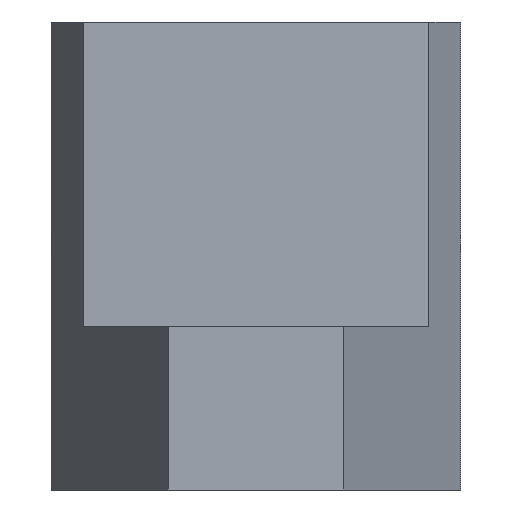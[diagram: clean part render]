
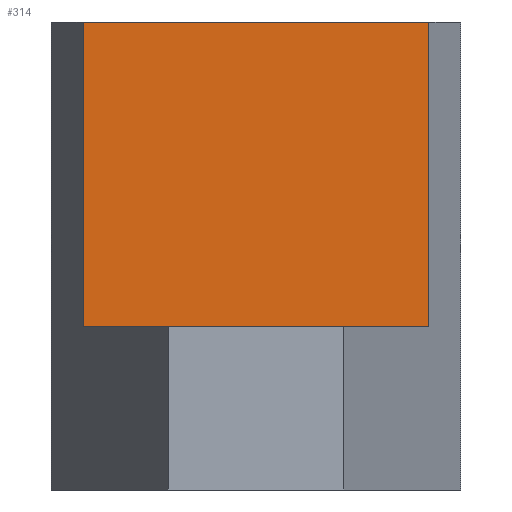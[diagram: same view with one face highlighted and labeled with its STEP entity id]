
A CAD part, left-side view. The second image highlights one B-rep face of the part: STEP entity #314.
In plain terms, the highlighted planar face has unit normal (-1, 0, 0).
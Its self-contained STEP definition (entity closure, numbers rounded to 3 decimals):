
#1 = AXIS2_PLACEMENT_3D ( 'NONE', #1022, #622, #61 ) ;
#29 = CARTESIAN_POINT ( 'NONE',  ( 10., -14.77, 40. ) ) ;
#35 = VECTOR ( 'NONE', #406, 1000. ) ;
#61 = DIRECTION ( 'NONE',  ( 0., 1., 0. ) ) ;
#96 = EDGE_CURVE ( 'NONE', #632, #346, #247, .T. ) ;
#116 = CARTESIAN_POINT ( 'NONE',  ( 10., 14.77, 14. ) ) ;
#125 = ORIENTED_EDGE ( 'NONE', *, *, #459, .T. ) ;
#164 = LINE ( 'NONE', #728, #35 ) ;
#225 = ORIENTED_EDGE ( 'NONE', *, *, #975, .T. ) ;
#231 = LINE ( 'NONE', #562, #810 ) ;
#247 = LINE ( 'NONE', #29, #770 ) ;
#289 = ORIENTED_EDGE ( 'NONE', *, *, #96, .F. ) ;
#295 = FACE_OUTER_BOUND ( 'NONE', #717, .T. ) ;
#314 = ADVANCED_FACE ( 'NONE', ( #295 ), #612, .F. ) ;
#317 = CARTESIAN_POINT ( 'NONE',  ( 10., 14.77, 40. ) ) ;
#330 = DIRECTION ( 'NONE',  ( 0., 0., -1. ) ) ;
#346 = VERTEX_POINT ( 'NONE', #462 ) ;
#404 = EDGE_CURVE ( 'NONE', #805, #632, #164, .T. ) ;
#406 = DIRECTION ( 'NONE',  ( 0., -1., 0. ) ) ;
#459 = EDGE_CURVE ( 'NONE', #805, #647, #231, .T. ) ;
#462 = CARTESIAN_POINT ( 'NONE',  ( 10., -14.77, 14. ) ) ;
#491 = VECTOR ( 'NONE', #953, 1000. ) ;
#562 = CARTESIAN_POINT ( 'NONE',  ( 10., 14.77, 40. ) ) ;
#612 = PLANE ( 'NONE',  #1 ) ;
#622 = DIRECTION ( 'NONE',  ( 1., 0., 0. ) ) ;
#632 = VERTEX_POINT ( 'NONE', #834 ) ;
#647 = VERTEX_POINT ( 'NONE', #116 ) ;
#649 = DIRECTION ( 'NONE',  ( 0., 0., -1. ) ) ;
#699 = ORIENTED_EDGE ( 'NONE', *, *, #404, .F. ) ;
#717 = EDGE_LOOP ( 'NONE', ( #225, #289, #699, #125 ) ) ;
#728 = CARTESIAN_POINT ( 'NONE',  ( 10., 14.77, 40. ) ) ;
#770 = VECTOR ( 'NONE', #649, 1000. ) ;
#805 = VERTEX_POINT ( 'NONE', #317 ) ;
#810 = VECTOR ( 'NONE', #330, 1000. ) ;
#834 = CARTESIAN_POINT ( 'NONE',  ( 10., -14.77, 40. ) ) ;
#851 = LINE ( 'NONE', #934, #491 ) ;
#934 = CARTESIAN_POINT ( 'NONE',  ( 10., 14.77, 14. ) ) ;
#953 = DIRECTION ( 'NONE',  ( 0., -1., 0. ) ) ;
#975 = EDGE_CURVE ( 'NONE', #647, #346, #851, .T. ) ;
#1022 = CARTESIAN_POINT ( 'NONE',  ( 10., 14.77, 40. ) ) ;
